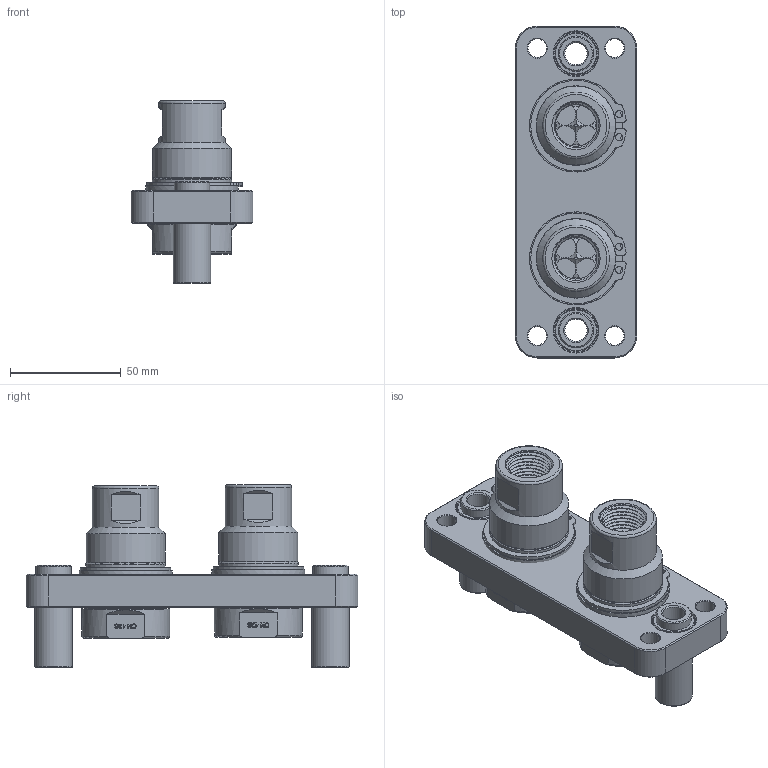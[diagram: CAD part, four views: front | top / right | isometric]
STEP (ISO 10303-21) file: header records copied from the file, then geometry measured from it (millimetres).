
FILE_DESCRIPTION( ('This file contains a STEP AP42 implementation' ,'as created by ZW3D STEP Interface translator.' ,'') ,'2;1' );
FILE_NAME( 'SCA 212S.stp' ,'25 120. 81442', (''), ('ZWCAD Software Co.'), 'Version 1.0', 'ZW3D to STEP translator', '' );
FILE_SCHEMA(('AUTOMOTIVE_DESIGN { 1 0 10303 214 1 1 1 1 }'));
Length unit declared in the file: millimetre
Products named in the file (1): 0
Bounding box: 55 x 150 x 82.4 mm (x, y, z)
Volume: 210109.8 mm3; surface area: 57231 mm2
Topology: 3 solids, 5 shells, 646 faces, 1711 edges, 1142 vertices
Faces by surface type: plane 252, bspline 184, cylinder 120, cone 62, torus 28
Full cylindrical faces by diameter (mm): 3.2 x4, 8.5 x4, 10.05 x2, 13.84 x2, 16 x2, 16.5 x2, 16.9 x2, 17 x4, 18.8 x16, 19 x2, 20 x2, 21.1 x18, 21.6 x2, 23.5 x2, 30 x2, 34.3 x2, 35.7 x2, 36 x4, 36.1 x2, 36.3 x2, 39.8 x2, 42 x2
Entity records: 30359 total; most frequent: CARTESIAN_POINT 14666, ORIENTED_EDGE 3422, DIRECTION 2553, EDGE_CURVE 1711, VERTEX_POINT 1142, AXIS2_PLACEMENT_3D 877, VECTOR 799, LINE 799
